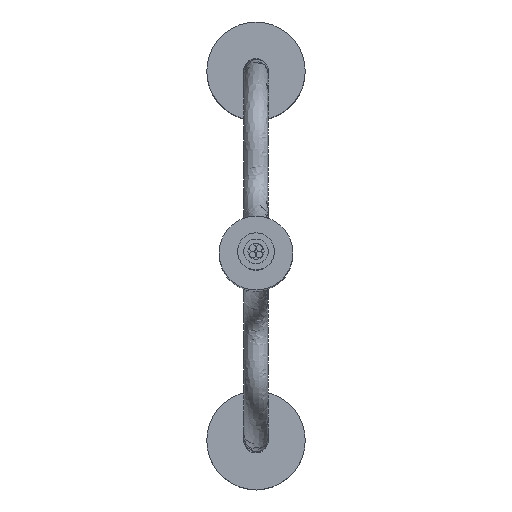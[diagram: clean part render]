
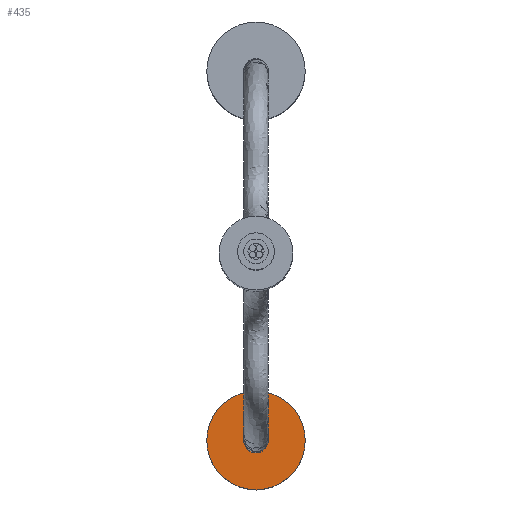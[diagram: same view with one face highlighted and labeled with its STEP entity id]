
A CAD part, top view. The second image highlights one B-rep face of the part: STEP entity #435.
In plain terms, the highlighted planar face has unit normal (0, 0, 1).
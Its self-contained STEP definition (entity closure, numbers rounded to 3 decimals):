
#39=FACE_BOUND('',#122,.T.);
#55=PLANE('',#511);
#80=FACE_OUTER_BOUND('',#121,.T.);
#121=EDGE_LOOP('',(#353));
#122=EDGE_LOOP('',(#354));
#192=CIRCLE('',#512,2.);
#193=CIRCLE('',#513,0.5);
#225=VERTEX_POINT('',#754);
#226=VERTEX_POINT('',#756);
#270=EDGE_CURVE('',#225,#225,#192,.T.);
#271=EDGE_CURVE('',#226,#226,#193,.T.);
#353=ORIENTED_EDGE('',*,*,#270,.T.);
#354=ORIENTED_EDGE('',*,*,#271,.T.);
#435=ADVANCED_FACE('',(#80,#39),#55,.F.);
#511=AXIS2_PLACEMENT_3D('',#753,#629,#630);
#512=AXIS2_PLACEMENT_3D('',#755,#631,#632);
#513=AXIS2_PLACEMENT_3D('',#757,#633,#634);
#629=DIRECTION('center_axis',(0.,0.,-1.));
#630=DIRECTION('ref_axis',(-1.,0.,0.));
#631=DIRECTION('center_axis',(0.,0.,1.));
#632=DIRECTION('ref_axis',(1.,0.,0.));
#633=DIRECTION('center_axis',(0.,0.,-1.));
#634=DIRECTION('ref_axis',(1.,0.,0.));
#753=CARTESIAN_POINT('Origin',(0.,-7.5,-105.));
#754=CARTESIAN_POINT('',(-2.,-7.5,-105.));
#755=CARTESIAN_POINT('Origin',(0.,-7.5,-105.));
#756=CARTESIAN_POINT('',(-0.5,-7.5,-105.));
#757=CARTESIAN_POINT('Origin',(0.,-7.5,-105.));
